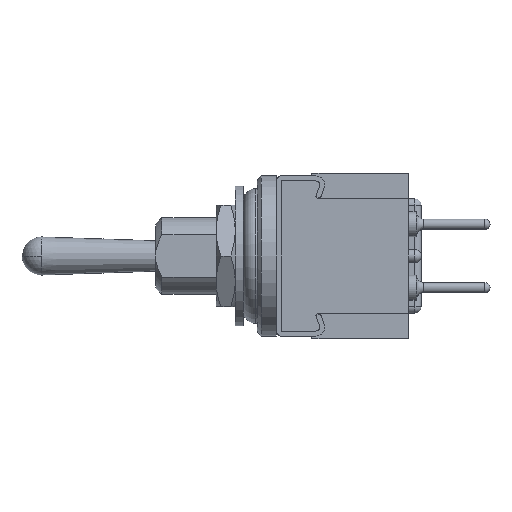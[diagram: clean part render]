
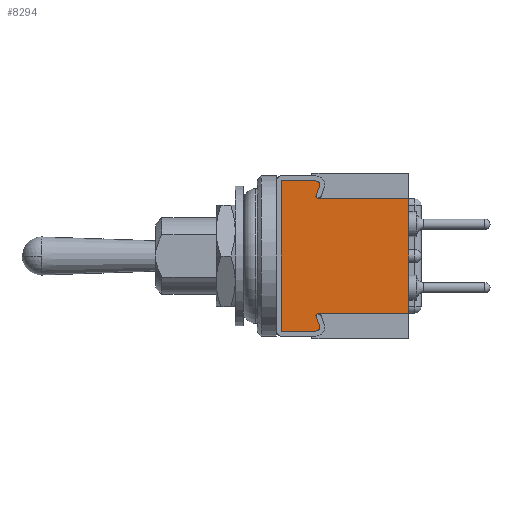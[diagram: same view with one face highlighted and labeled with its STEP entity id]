
A CAD part, left-side view. The second image highlights one B-rep face of the part: STEP entity #8294.
In plain terms, the highlighted planar face has unit normal (-1, 0, 0).
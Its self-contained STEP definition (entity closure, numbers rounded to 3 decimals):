
#164 = ORIENTED_EDGE ( 'NONE', *, *, #8830, .T. ) ;
#168 = CARTESIAN_POINT ( 'NONE',  ( -7.4, 7.166, 4.5 ) ) ;
#253 = EDGE_CURVE ( 'NONE', #2198, #377, #3242, .T. ) ;
#294 = LINE ( 'NONE', #915, #4977 ) ;
#345 = DIRECTION ( 'NONE',  ( 0., -1., 0. ) ) ;
#352 = DIRECTION ( 'NONE',  ( 0., -1., 0. ) ) ;
#377 = VERTEX_POINT ( 'NONE', #1526 ) ;
#390 = VECTOR ( 'NONE', #345, 1000. ) ;
#547 = VERTEX_POINT ( 'NONE', #4382 ) ;
#615 = VERTEX_POINT ( 'NONE', #6447 ) ;
#625 = DIRECTION ( 'NONE',  ( -1., 0., 0. ) ) ;
#678 = CARTESIAN_POINT ( 'NONE',  ( -7.4, 10., 5.9 ) ) ;
#764 = LINE ( 'NONE', #3723, #5008 ) ;
#915 = CARTESIAN_POINT ( 'NONE',  ( -7.4, 7.017, 5.501 ) ) ;
#937 = EDGE_CURVE ( 'NONE', #5161, #1284, #294, .T. ) ;
#966 = DIRECTION ( 'NONE',  ( 0., -0.579, 0.815 ) ) ;
#1029 = CIRCLE ( 'NONE', #7330, 0.3 ) ;
#1168 = VERTEX_POINT ( 'NONE', #3103 ) ;
#1284 = VERTEX_POINT ( 'NONE', #8909 ) ;
#1526 = CARTESIAN_POINT ( 'NONE',  ( -7.4, 10., 5.9 ) ) ;
#1549 = DIRECTION ( 'NONE',  ( 0., 0.329, 0.944 ) ) ;
#1555 = ORIENTED_EDGE ( 'NONE', *, *, #8076, .F. ) ;
#1606 = LINE ( 'NONE', #2625, #6929 ) ;
#1669 = DIRECTION ( 'NONE',  ( 1., 0., 0. ) ) ;
#1778 = ORIENTED_EDGE ( 'NONE', *, *, #253, .F. ) ;
#1836 = VECTOR ( 'NONE', #3830, 1000. ) ;
#1899 = CARTESIAN_POINT ( 'NONE',  ( -7.4, 10., -5.9 ) ) ;
#2004 = CARTESIAN_POINT ( 'NONE',  ( -7.4, 7.3, -5.6 ) ) ;
#2008 = EDGE_CURVE ( 'NONE', #377, #1168, #8659, .T. ) ;
#2198 = VERTEX_POINT ( 'NONE', #1899 ) ;
#2237 = CARTESIAN_POINT ( 'NONE',  ( -7.4, 10., 5.9 ) ) ;
#2338 = CIRCLE ( 'NONE', #6006, 0.3 ) ;
#2496 = VECTOR ( 'NONE', #7624, 1000. ) ;
#2573 = DIRECTION ( 'NONE',  ( 0., 0., 1. ) ) ;
#2625 = CARTESIAN_POINT ( 'NONE',  ( -7.4, 7.3, 4.689 ) ) ;
#2761 = PLANE ( 'NONE',  #3859 ) ;
#2850 = EDGE_CURVE ( 'NONE', #1168, #5161, #1029, .T. ) ;
#3088 = EDGE_CURVE ( 'NONE', #615, #7057, #2338, .T. ) ;
#3103 = CARTESIAN_POINT ( 'NONE',  ( -7.4, 7.3, 5.9 ) ) ;
#3204 = ORIENTED_EDGE ( 'NONE', *, *, #2850, .F. ) ;
#3242 = LINE ( 'NONE', #678, #2496 ) ;
#3399 = CARTESIAN_POINT ( 'NONE',  ( -7.4, 7.3, 5.6 ) ) ;
#3462 = DIRECTION ( 'NONE',  ( 0., -1., 0. ) ) ;
#3515 = EDGE_CURVE ( 'NONE', #3950, #547, #764, .T. ) ;
#3675 = LINE ( 'NONE', #8495, #6066 ) ;
#3723 = CARTESIAN_POINT ( 'NONE',  ( -7.4, 7.3, -4.689 ) ) ;
#3760 = LINE ( 'NONE', #4587, #390 ) ;
#3830 = DIRECTION ( 'NONE',  ( 0., -1., 0. ) ) ;
#3859 = AXIS2_PLACEMENT_3D ( 'NONE', #3399, #6297, #6256 ) ;
#3894 = VECTOR ( 'NONE', #3462, 1000. ) ;
#3950 = VERTEX_POINT ( 'NONE', #7250 ) ;
#4210 = LINE ( 'NONE', #6470, #5836 ) ;
#4231 = ORIENTED_EDGE ( 'NONE', *, *, #3515, .T. ) ;
#4260 = CARTESIAN_POINT ( 'NONE',  ( -7.4, 7.166, 4.5 ) ) ;
#4339 = CARTESIAN_POINT ( 'NONE',  ( -7.4, 0., 4.5 ) ) ;
#4377 = VERTEX_POINT ( 'NONE', #6478 ) ;
#4382 = CARTESIAN_POINT ( 'NONE',  ( -7.4, 7.166, -4.5 ) ) ;
#4587 = CARTESIAN_POINT ( 'NONE',  ( -7.4, 7.166, -4.5 ) ) ;
#4977 = VECTOR ( 'NONE', #5129, 1000. ) ;
#5008 = VECTOR ( 'NONE', #966, 1000. ) ;
#5125 = DIRECTION ( 'NONE',  ( 0., 0., -1. ) ) ;
#5126 = VERTEX_POINT ( 'NONE', #168 ) ;
#5129 = DIRECTION ( 'NONE',  ( 0., 0.329, -0.944 ) ) ;
#5161 = VERTEX_POINT ( 'NONE', #7131 ) ;
#5185 = DIRECTION ( 'NONE',  ( 0., 0., -1. ) ) ;
#5680 = EDGE_CURVE ( 'NONE', #7087, #4377, #4210, .T. ) ;
#5822 = CARTESIAN_POINT ( 'NONE',  ( -7.4, 7.3, 5.6 ) ) ;
#5836 = VECTOR ( 'NONE', #5125, 1000. ) ;
#5880 = EDGE_CURVE ( 'NONE', #547, #4377, #3760, .T. ) ;
#5979 = ORIENTED_EDGE ( 'NONE', *, *, #3088, .T. ) ;
#6006 = AXIS2_PLACEMENT_3D ( 'NONE', #2004, #625, #2573 ) ;
#6066 = VECTOR ( 'NONE', #1549, 1000. ) ;
#6256 = DIRECTION ( 'NONE',  ( 0., 0., -1. ) ) ;
#6297 = DIRECTION ( 'NONE',  ( 1., 0., 0. ) ) ;
#6335 = ORIENTED_EDGE ( 'NONE', *, *, #5680, .F. ) ;
#6367 = CARTESIAN_POINT ( 'NONE',  ( -7.4, 7.017, -5.501 ) ) ;
#6400 = FACE_OUTER_BOUND ( 'NONE', #8238, .T. ) ;
#6447 = CARTESIAN_POINT ( 'NONE',  ( -7.4, 7.3, -5.9 ) ) ;
#6470 = CARTESIAN_POINT ( 'NONE',  ( -7.4, 0., 4.5 ) ) ;
#6478 = CARTESIAN_POINT ( 'NONE',  ( -7.4, 0., -4.5 ) ) ;
#6558 = ORIENTED_EDGE ( 'NONE', *, *, #5880, .T. ) ;
#6929 = VECTOR ( 'NONE', #8150, 1000. ) ;
#7057 = VERTEX_POINT ( 'NONE', #6367 ) ;
#7087 = VERTEX_POINT ( 'NONE', #4339 ) ;
#7090 = CARTESIAN_POINT ( 'NONE',  ( -7.4, 10., -5.9 ) ) ;
#7131 = CARTESIAN_POINT ( 'NONE',  ( -7.4, 7.017, 5.501 ) ) ;
#7250 = CARTESIAN_POINT ( 'NONE',  ( -7.4, 7.3, -4.689 ) ) ;
#7330 = AXIS2_PLACEMENT_3D ( 'NONE', #5822, #1669, #5185 ) ;
#7352 = ORIENTED_EDGE ( 'NONE', *, *, #8799, .T. ) ;
#7384 = ORIENTED_EDGE ( 'NONE', *, *, #8357, .F. ) ;
#7624 = DIRECTION ( 'NONE',  ( 0., 0., 1. ) ) ;
#8076 = EDGE_CURVE ( 'NONE', #1284, #5126, #1606, .T. ) ;
#8150 = DIRECTION ( 'NONE',  ( 0., -0.579, -0.815 ) ) ;
#8195 = ORIENTED_EDGE ( 'NONE', *, *, #2008, .F. ) ;
#8222 = VECTOR ( 'NONE', #352, 1000. ) ;
#8230 = LINE ( 'NONE', #4260, #3894 ) ;
#8238 = EDGE_LOOP ( 'NONE', ( #8195, #1778, #164, #5979, #7352, #4231, #6558, #6335, #7384, #1555, #8759, #3204 ) ) ;
#8294 = ADVANCED_FACE ( 'NONE', ( #6400 ), #2761, .F. ) ;
#8354 = LINE ( 'NONE', #7090, #1836 ) ;
#8357 = EDGE_CURVE ( 'NONE', #5126, #7087, #8230, .T. ) ;
#8495 = CARTESIAN_POINT ( 'NONE',  ( -7.4, 7.017, -5.501 ) ) ;
#8659 = LINE ( 'NONE', #2237, #8222 ) ;
#8759 = ORIENTED_EDGE ( 'NONE', *, *, #937, .F. ) ;
#8799 = EDGE_CURVE ( 'NONE', #7057, #3950, #3675, .T. ) ;
#8830 = EDGE_CURVE ( 'NONE', #2198, #615, #8354, .T. ) ;
#8909 = CARTESIAN_POINT ( 'NONE',  ( -7.4, 7.3, 4.689 ) ) ;
